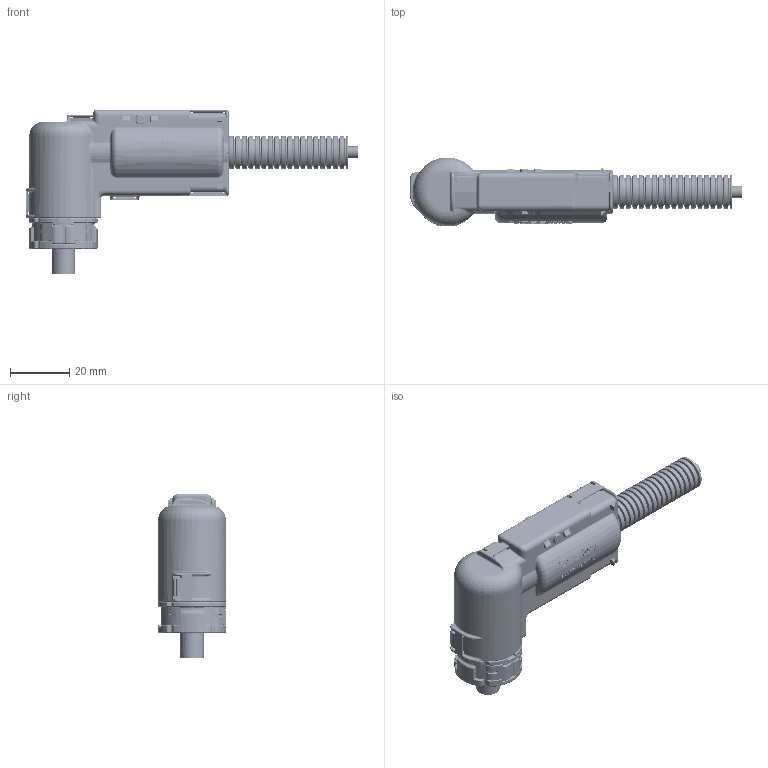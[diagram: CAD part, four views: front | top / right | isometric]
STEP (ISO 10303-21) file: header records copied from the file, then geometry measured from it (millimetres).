
FILE_DESCRIPTION(('CATIA V5 STEP','CAx-IF Rec.Pracs.--- Model Styling and Organization---1.4--- 2014-01-23'),'2;1');
FILE_NAME('Download-SV241N WKU 90 GRAD 5_16_ 4x1 heated.stp','2019-07-16T07:04:39+00:00',('none'),('none'),'CATIA Version 5-6 Release 2016 SP3 HF59','CATIA V5 STEP AP214 Edition 3','none');
FILE_SCHEMA(('AUTOMOTIVE_DESIGN { 1 0 10303 214 3 1 1 1 }'));
Length unit declared in the file: millimetre
Products named in the file (1):  Download-SV241N WKU 90 GRAD 5_16_ 4x1 heated
Bounding box: 112.23 x 23.25 x 55.58 mm (x, y, z)
Volume: 20492.8 mm3; surface area: 32901 mm2
Topology: 7 solids, 7 shells, 7369 faces, 18174 edges, 10510 vertices
Faces by surface type: cylinder 2219, plane 1916, torus 1358, bspline 1270, cone 331, sphere 245, extrusion 30
Entity records: 303661 total; most frequent: CARTESIAN_POINT 154362, ORIENTED_EDGE 35616, DIRECTION 21945, EDGE_CURVE 17808, AXIS2_PLACEMENT_3D 10794, VERTEX_POINT 10508, EDGE_LOOP 7444, ADVANCED_FACE 7369
